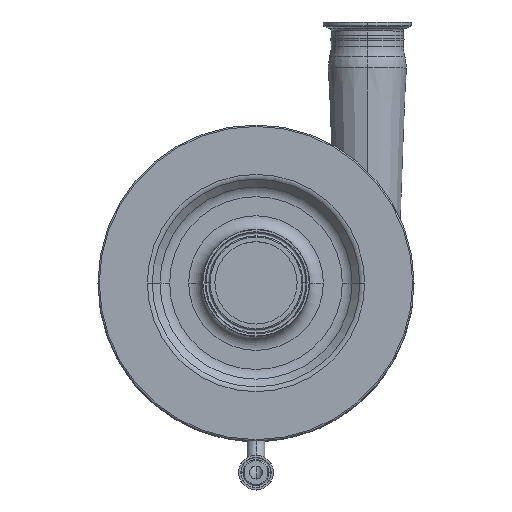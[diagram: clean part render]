
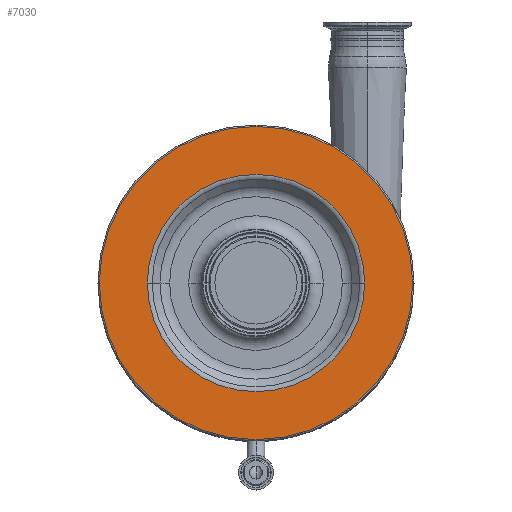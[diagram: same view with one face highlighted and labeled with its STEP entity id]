
A CAD part, top view. The second image highlights one B-rep face of the part: STEP entity #7030.
In plain terms, the highlighted planar face has unit normal (0, 0, 1).
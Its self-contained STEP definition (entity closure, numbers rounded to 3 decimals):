
#1088 = FACE_BOUND ( 'NONE', #11127, .T. ) ;
#1101 = AXIS2_PLACEMENT_3D ( 'NONE', #17971, #8744, #23491 ) ;
#4711 = CIRCLE ( 'NONE', #23586, 114. ) ;
#4875 = CARTESIAN_POINT ( 'NONE',  ( 0., 0., 227.5 ) ) ;
#5287 = VERTEX_POINT ( 'NONE', #24079 ) ;
#5635 = ORIENTED_EDGE ( 'NONE', *, *, #18064, .F. ) ;
#6093 = CARTESIAN_POINT ( 'NONE',  ( 79.071, 0., 227.5 ) ) ;
#6104 = DIRECTION ( 'NONE',  ( 0., 0., -1. ) ) ;
#6616 = DIRECTION ( 'NONE',  ( 1., 0., 0. ) ) ;
#6740 = CARTESIAN_POINT ( 'NONE',  ( -114., 0., 227.5 ) ) ;
#7030 = ADVANCED_FACE ( 'NONE', ( #14274, #1088 ), #23378, .T. ) ;
#7271 = VERTEX_POINT ( 'NONE', #6093 ) ;
#7849 = CARTESIAN_POINT ( 'NONE',  ( 0., 0., 227.5 ) ) ;
#8744 = DIRECTION ( 'NONE',  ( 0., 0., 1. ) ) ;
#8871 = ORIENTED_EDGE ( 'NONE', *, *, #21267, .T. ) ;
#9696 = EDGE_CURVE ( 'NONE', #7271, #5287, #15421, .T. ) ;
#9872 = AXIS2_PLACEMENT_3D ( 'NONE', #7849, #6104, #21257 ) ;
#10307 = ORIENTED_EDGE ( 'NONE', *, *, #21122, .F. ) ;
#11127 = EDGE_LOOP ( 'NONE', ( #24242, #8871 ) ) ;
#12411 = DIRECTION ( 'NONE',  ( 1., 0., 0. ) ) ;
#12492 = DIRECTION ( 'NONE',  ( 0., 0., -1. ) ) ;
#12878 = CARTESIAN_POINT ( 'NONE',  ( 114., 0., 227.5 ) ) ;
#13707 = CIRCLE ( 'NONE', #19609, 114. ) ;
#14274 = FACE_OUTER_BOUND ( 'NONE', #22087, .T. ) ;
#14493 = DIRECTION ( 'NONE',  ( 0., 0., -1. ) ) ;
#15284 = CARTESIAN_POINT ( 'NONE',  ( 0., 0., 227.5 ) ) ;
#15421 = CIRCLE ( 'NONE', #16584, 79.071 ) ;
#16584 = AXIS2_PLACEMENT_3D ( 'NONE', #21963, #12492, #20008 ) ;
#17971 = CARTESIAN_POINT ( 'NONE',  ( 0., 79.071, 227.5 ) ) ;
#18064 = EDGE_CURVE ( 'NONE', #18137, #18604, #13707, .T. ) ;
#18137 = VERTEX_POINT ( 'NONE', #6740 ) ;
#18604 = VERTEX_POINT ( 'NONE', #12878 ) ;
#19609 = AXIS2_PLACEMENT_3D ( 'NONE', #15284, #20181, #6616 ) ;
#20008 = DIRECTION ( 'NONE',  ( 1., 0., 0. ) ) ;
#20181 = DIRECTION ( 'NONE',  ( 0., 0., -1. ) ) ;
#20469 = CIRCLE ( 'NONE', #9872, 79.071 ) ;
#21122 = EDGE_CURVE ( 'NONE', #18604, #18137, #4711, .T. ) ;
#21257 = DIRECTION ( 'NONE',  ( 1., 0., 0. ) ) ;
#21267 = EDGE_CURVE ( 'NONE', #5287, #7271, #20469, .T. ) ;
#21963 = CARTESIAN_POINT ( 'NONE',  ( 0., 0., 227.5 ) ) ;
#22087 = EDGE_LOOP ( 'NONE', ( #10307, #5635 ) ) ;
#23378 = PLANE ( 'NONE',  #1101 ) ;
#23491 = DIRECTION ( 'NONE',  ( 1., 0., 0. ) ) ;
#23586 = AXIS2_PLACEMENT_3D ( 'NONE', #4875, #14493, #12411 ) ;
#24079 = CARTESIAN_POINT ( 'NONE',  ( -79.071, 0., 227.5 ) ) ;
#24242 = ORIENTED_EDGE ( 'NONE', *, *, #9696, .T. ) ;
